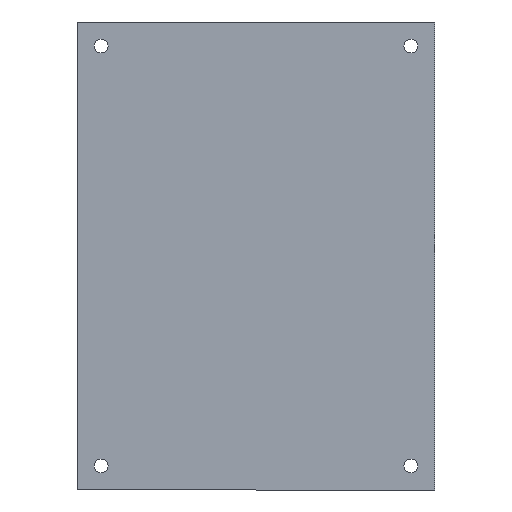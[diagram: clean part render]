
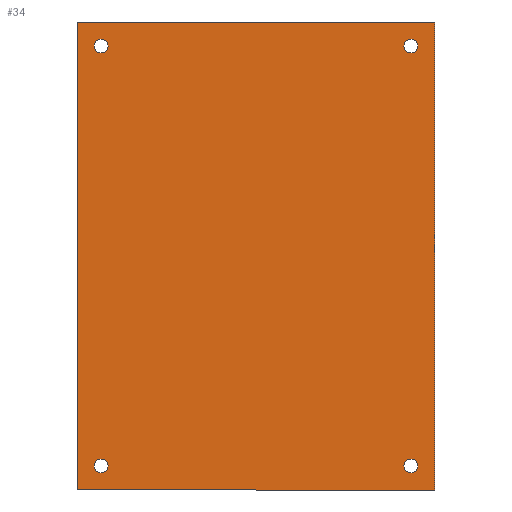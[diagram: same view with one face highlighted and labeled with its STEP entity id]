
A CAD part, front view. The second image highlights one B-rep face of the part: STEP entity #34.
In plain terms, the highlighted planar face has unit normal (0, -1, 0).
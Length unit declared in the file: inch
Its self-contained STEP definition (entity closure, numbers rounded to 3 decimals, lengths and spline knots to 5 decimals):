
#4 = DIRECTION ( 'NONE',  ( 0., -1., 0. ) ) ;
#5 = ORIENTED_EDGE ( 'NONE', *, *, #159, .T. ) ;
#11 = FACE_BOUND ( 'NONE', #512, .T. ) ;
#18 = ORIENTED_EDGE ( 'NONE', *, *, #310, .T. ) ;
#20 = EDGE_CURVE ( 'NONE', #458, #168, #450, .T. ) ;
#22 = CARTESIAN_POINT ( 'NONE',  ( -5.625, 0., 7.625 ) ) ;
#26 = CIRCLE ( 'NONE', #340, 0.25 ) ;
#34 = ADVANCED_FACE ( 'NONE', ( #55, #182, #11, #504, #272 ), #360, .T. ) ;
#36 = ORIENTED_EDGE ( 'NONE', *, *, #387, .T. ) ;
#37 = LINE ( 'NONE', #526, #536 ) ;
#42 = AXIS2_PLACEMENT_3D ( 'NONE', #275, #185, #322 ) ;
#45 = ORIENTED_EDGE ( 'NONE', *, *, #66, .T. ) ;
#46 = DIRECTION ( 'NONE',  ( 0., 0., -1. ) ) ;
#50 = AXIS2_PLACEMENT_3D ( 'NONE', #497, #4, #220 ) ;
#52 = DIRECTION ( 'NONE',  ( 0., 0., -1. ) ) ;
#55 = FACE_OUTER_BOUND ( 'NONE', #206, .T. ) ;
#62 = DIRECTION ( 'NONE',  ( 0., 0., -1. ) ) ;
#64 = CARTESIAN_POINT ( 'NONE',  ( -5.625, 0., -7.625 ) ) ;
#66 = EDGE_CURVE ( 'NONE', #382, #130, #455, .T. ) ;
#68 = DIRECTION ( 'NONE',  ( 0., 0., -1. ) ) ;
#70 = CARTESIAN_POINT ( 'NONE',  ( -6.5, 0., 8.5 ) ) ;
#72 = ORIENTED_EDGE ( 'NONE', *, *, #20, .T. ) ;
#73 = DIRECTION ( 'NONE',  ( 0., 1., 0. ) ) ;
#74 = LINE ( 'NONE', #503, #146 ) ;
#76 = VERTEX_POINT ( 'NONE', #354 ) ;
#77 = CARTESIAN_POINT ( 'NONE',  ( 5.625, 0., 7.625 ) ) ;
#83 = CIRCLE ( 'NONE', #423, 0.25 ) ;
#96 = VERTEX_POINT ( 'NONE', #425 ) ;
#109 = DIRECTION ( 'NONE',  ( 0., 1., 0. ) ) ;
#114 = ORIENTED_EDGE ( 'NONE', *, *, #453, .T. ) ;
#130 = VERTEX_POINT ( 'NONE', #499 ) ;
#131 = CARTESIAN_POINT ( 'NONE',  ( 5.625, 0., -7.625 ) ) ;
#135 = CARTESIAN_POINT ( 'NONE',  ( 5.625, 0., 7.375 ) ) ;
#138 = EDGE_LOOP ( 'NONE', ( #330, #336 ) ) ;
#143 = DIRECTION ( 'NONE',  ( 0., 1., 0. ) ) ;
#145 = EDGE_LOOP ( 'NONE', ( #18, #447 ) ) ;
#146 = VECTOR ( 'NONE', #52, 39.37008 ) ;
#147 = CARTESIAN_POINT ( 'NONE',  ( 5.625, 0., -7.375 ) ) ;
#152 = DIRECTION ( 'NONE',  ( 0., 1., 0. ) ) ;
#153 = CIRCLE ( 'NONE', #347, 0.25 ) ;
#157 = CARTESIAN_POINT ( 'NONE',  ( -5.625, 0., 7.375 ) ) ;
#159 = EDGE_CURVE ( 'NONE', #168, #458, #481, .T. ) ;
#166 = VERTEX_POINT ( 'NONE', #135 ) ;
#168 = VERTEX_POINT ( 'NONE', #456 ) ;
#171 = DIRECTION ( 'NONE',  ( 0., 1., 0. ) ) ;
#176 = ORIENTED_EDGE ( 'NONE', *, *, #394, .T. ) ;
#182 = FACE_BOUND ( 'NONE', #145, .T. ) ;
#185 = DIRECTION ( 'NONE',  ( 0., 1., 0. ) ) ;
#188 = CARTESIAN_POINT ( 'NONE',  ( -5.625, 0., -7.875 ) ) ;
#192 = CARTESIAN_POINT ( 'NONE',  ( -5.625, 0., -7.375 ) ) ;
#193 = EDGE_CURVE ( 'NONE', #460, #522, #83, .T. ) ;
#196 = DIRECTION ( 'NONE',  ( 0., 0., -1. ) ) ;
#198 = AXIS2_PLACEMENT_3D ( 'NONE', #22, #434, #329 ) ;
#206 = EDGE_LOOP ( 'NONE', ( #114, #533, #262, #45 ) ) ;
#220 = DIRECTION ( 'NONE',  ( 0., 0., -1. ) ) ;
#239 = DIRECTION ( 'NONE',  ( 0., 1., 0. ) ) ;
#245 = CARTESIAN_POINT ( 'NONE',  ( -6.5, 0., -8.5 ) ) ;
#246 = CARTESIAN_POINT ( 'NONE',  ( 5.625, 0., 7.625 ) ) ;
#260 = VERTEX_POINT ( 'NONE', #188 ) ;
#262 = ORIENTED_EDGE ( 'NONE', *, *, #298, .T. ) ;
#272 = FACE_BOUND ( 'NONE', #138, .T. ) ;
#275 = CARTESIAN_POINT ( 'NONE',  ( 5.625, 0., -7.625 ) ) ;
#285 = CIRCLE ( 'NONE', #370, 0.25 ) ;
#288 = CARTESIAN_POINT ( 'NONE',  ( -5.625, 0., -7.625 ) ) ;
#298 = EDGE_CURVE ( 'NONE', #76, #382, #74, .T. ) ;
#303 = DIRECTION ( 'NONE',  ( 0., 0., -1. ) ) ;
#310 = EDGE_CURVE ( 'NONE', #166, #96, #461, .T. ) ;
#314 = LINE ( 'NONE', #70, #496 ) ;
#322 = DIRECTION ( 'NONE',  ( 0., 0., -1. ) ) ;
#329 = DIRECTION ( 'NONE',  ( 0., 0., -1. ) ) ;
#330 = ORIENTED_EDGE ( 'NONE', *, *, #193, .T. ) ;
#333 = CARTESIAN_POINT ( 'NONE',  ( 6.5, 0., 8.5 ) ) ;
#335 = EDGE_CURVE ( 'NONE', #403, #76, #314, .T. ) ;
#336 = ORIENTED_EDGE ( 'NONE', *, *, #438, .T. ) ;
#340 = AXIS2_PLACEMENT_3D ( 'NONE', #77, #73, #303 ) ;
#341 = CARTESIAN_POINT ( 'NONE',  ( -5.625, 0., 7.875 ) ) ;
#347 = AXIS2_PLACEMENT_3D ( 'NONE', #288, #152, #196 ) ;
#354 = CARTESIAN_POINT ( 'NONE',  ( -6.5, 0., 8.5 ) ) ;
#360 = PLANE ( 'NONE',  #50 ) ;
#364 = VECTOR ( 'NONE', #494, 39.37008 ) ;
#370 = AXIS2_PLACEMENT_3D ( 'NONE', #64, #109, #440 ) ;
#382 = VERTEX_POINT ( 'NONE', #245 ) ;
#387 = EDGE_CURVE ( 'NONE', #260, #442, #153, .T. ) ;
#394 = EDGE_CURVE ( 'NONE', #442, #260, #285, .T. ) ;
#395 = CARTESIAN_POINT ( 'NONE',  ( -6.5, 0., -8.5 ) ) ;
#399 = CARTESIAN_POINT ( 'NONE',  ( -5.625, 0., 7.625 ) ) ;
#401 = AXIS2_PLACEMENT_3D ( 'NONE', #131, #171, #46 ) ;
#403 = VERTEX_POINT ( 'NONE', #333 ) ;
#411 = EDGE_LOOP ( 'NONE', ( #36, #176 ) ) ;
#416 = DIRECTION ( 'NONE',  ( 0., 0., 1. ) ) ;
#423 = AXIS2_PLACEMENT_3D ( 'NONE', #399, #143, #62 ) ;
#425 = CARTESIAN_POINT ( 'NONE',  ( 5.625, 0., 7.875 ) ) ;
#434 = DIRECTION ( 'NONE',  ( 0., 1., 0. ) ) ;
#437 = CIRCLE ( 'NONE', #198, 0.25 ) ;
#438 = EDGE_CURVE ( 'NONE', #522, #460, #437, .T. ) ;
#440 = DIRECTION ( 'NONE',  ( 0., 0., -1. ) ) ;
#442 = VERTEX_POINT ( 'NONE', #192 ) ;
#447 = ORIENTED_EDGE ( 'NONE', *, *, #507, .T. ) ;
#450 = CIRCLE ( 'NONE', #401, 0.25 ) ;
#453 = EDGE_CURVE ( 'NONE', #130, #403, #37, .T. ) ;
#455 = LINE ( 'NONE', #395, #364 ) ;
#456 = CARTESIAN_POINT ( 'NONE',  ( 5.625, 0., -7.875 ) ) ;
#458 = VERTEX_POINT ( 'NONE', #147 ) ;
#460 = VERTEX_POINT ( 'NONE', #157 ) ;
#461 = CIRCLE ( 'NONE', #532, 0.25 ) ;
#479 = DIRECTION ( 'NONE',  ( -1., 0., 0. ) ) ;
#481 = CIRCLE ( 'NONE', #42, 0.25 ) ;
#494 = DIRECTION ( 'NONE',  ( 1., 0., 0. ) ) ;
#496 = VECTOR ( 'NONE', #479, 39.37008 ) ;
#497 = CARTESIAN_POINT ( 'NONE',  ( -6.5, 0., -8.5 ) ) ;
#499 = CARTESIAN_POINT ( 'NONE',  ( 6.5, 0., -8.5 ) ) ;
#503 = CARTESIAN_POINT ( 'NONE',  ( -6.5, 0., -8.5 ) ) ;
#504 = FACE_BOUND ( 'NONE', #411, .T. ) ;
#507 = EDGE_CURVE ( 'NONE', #96, #166, #26, .T. ) ;
#512 = EDGE_LOOP ( 'NONE', ( #5, #72 ) ) ;
#522 = VERTEX_POINT ( 'NONE', #341 ) ;
#526 = CARTESIAN_POINT ( 'NONE',  ( 6.5, 0., -8.5 ) ) ;
#532 = AXIS2_PLACEMENT_3D ( 'NONE', #246, #239, #68 ) ;
#533 = ORIENTED_EDGE ( 'NONE', *, *, #335, .T. ) ;
#536 = VECTOR ( 'NONE', #416, 39.37008 ) ;
